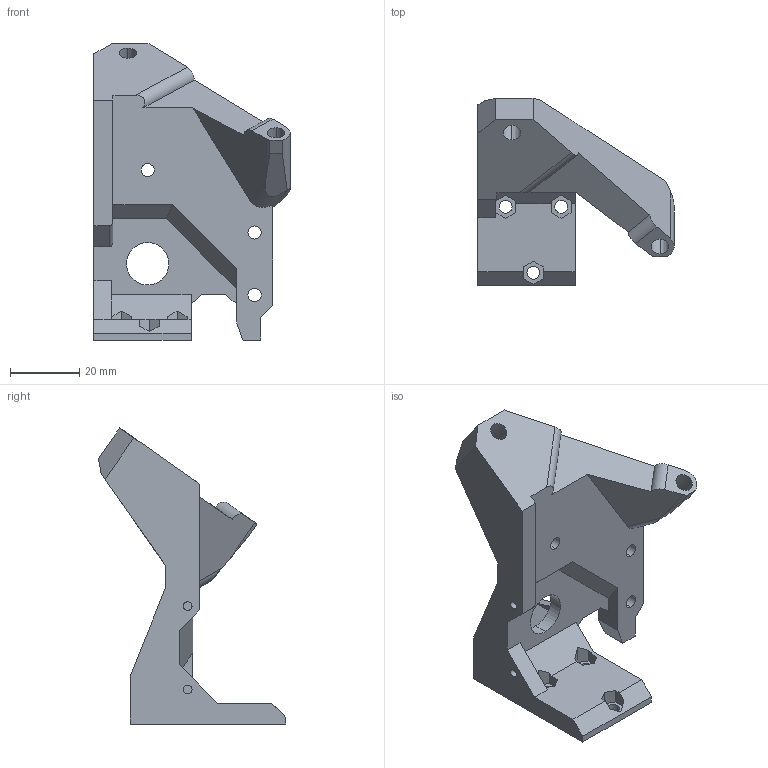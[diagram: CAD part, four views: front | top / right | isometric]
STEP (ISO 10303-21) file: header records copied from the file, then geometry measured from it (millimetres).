
FILE_DESCRIPTION (( 'STEP AP214' ), '1' );
FILE_NAME ('529 Volcano Mount 50mm Fan.STEP', '2021-03-17T21:49:17', ( '' ), ( '' ), 'SwSTEP 2.0', 'SolidWorks 2019', '' );
FILE_SCHEMA (( 'AUTOMOTIVE_DESIGN' ));
Length unit declared in the file: millimetre
Products named in the file (1): 529 Volcano Mount 50mm Fan
Bounding box: 56.55 x 53.94 x 85.34 mm (x, y, z)
Volume: 43529.1 mm3; surface area: 14857.9 mm2
Topology: 1 solids, 1 shells, 117 faces, 324 edges, 215 vertices
Faces by surface type: plane 87, cylinder 30
Entity records: 3769 total; most frequent: CARTESIAN_POINT 696, ORIENTED_EDGE 648, DIRECTION 599, EDGE_CURVE 324, LINE 259, VECTOR 259, VERTEX_POINT 215, AXIS2_PLACEMENT_3D 170
